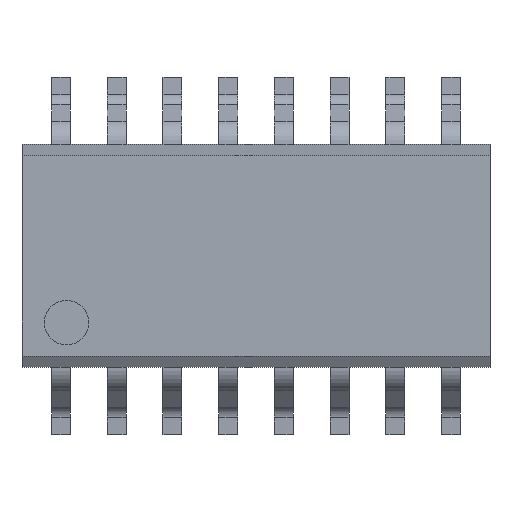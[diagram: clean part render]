
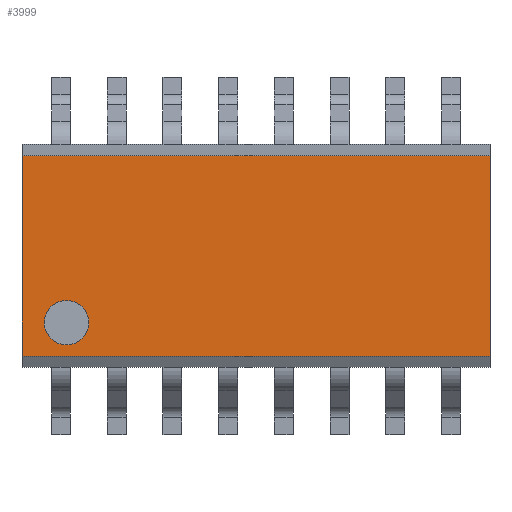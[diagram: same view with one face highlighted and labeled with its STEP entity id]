
A CAD part, top view. The second image highlights one B-rep face of the part: STEP entity #3999.
In plain terms, the highlighted planar face has unit normal (0, 0, 1).
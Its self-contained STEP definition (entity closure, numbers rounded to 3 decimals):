
#94=FACE_BOUND('',#1268,.T.);
#100=LINE('',#5826,#566);
#102=LINE('',#5830,#568);
#111=LINE('',#5847,#577);
#112=LINE('',#5849,#578);
#566=VECTOR('',#4632,10.);
#568=VECTOR('',#4636,10.);
#577=VECTOR('',#4651,10.);
#578=VECTOR('',#4654,10.);
#1034=FACE_OUTER_BOUND('',#1267,.T.);
#1267=EDGE_LOOP('',(#2642,#2643,#2644,#2645));
#1268=EDGE_LOOP('',(#2646));
#1494=CIRCLE('',#4256,0.2);
#1623=VERTEX_POINT('',#5811);
#1628=VERTEX_POINT('',#5823);
#1629=VERTEX_POINT('',#5825);
#1630=VERTEX_POINT('',#5829);
#1635=VERTEX_POINT('',#5845);
#2020=EDGE_CURVE('',#1623,#1623,#1494,.T.);
#2026=EDGE_CURVE('',#1628,#1629,#100,.T.);
#2028=EDGE_CURVE('',#1630,#1628,#102,.T.);
#2037=EDGE_CURVE('',#1630,#1635,#111,.T.);
#2038=EDGE_CURVE('',#1635,#1629,#112,.T.);
#2642=ORIENTED_EDGE('',*,*,#2037,.T.);
#2643=ORIENTED_EDGE('',*,*,#2038,.T.);
#2644=ORIENTED_EDGE('',*,*,#2026,.F.);
#2645=ORIENTED_EDGE('',*,*,#2028,.F.);
#2646=ORIENTED_EDGE('',*,*,#2020,.T.);
#3812=PLANE('',#4263);
#3999=ADVANCED_FACE('',(#1034,#94),#3812,.T.);
#4256=AXIS2_PLACEMENT_3D('',#5812,#4621,#4622);
#4263=AXIS2_PLACEMENT_3D('',#5848,#4652,#4653);
#4621=DIRECTION('center_axis',(0.,0.,-1.));
#4622=DIRECTION('ref_axis',(-1.,0.,0.));
#4632=DIRECTION('',(1.,0.,0.));
#4636=DIRECTION('',(0.,1.,0.));
#4651=DIRECTION('',(1.,0.,0.));
#4652=DIRECTION('center_axis',(0.,0.,1.));
#4653=DIRECTION('ref_axis',(0.,-1.,0.));
#4654=DIRECTION('',(0.,1.,0.));
#5811=CARTESIAN_POINT('',(-1.5,-0.6,1.1));
#5812=CARTESIAN_POINT('Origin',(-1.7,-0.6,1.1));
#5823=CARTESIAN_POINT('',(-2.1,0.9,1.1));
#5825=CARTESIAN_POINT('',(2.1,0.9,1.1));
#5826=CARTESIAN_POINT('',(0.,0.9,1.1));
#5829=CARTESIAN_POINT('',(-2.1,-0.9,1.1));
#5830=CARTESIAN_POINT('',(-2.1,-0.9,1.1));
#5845=CARTESIAN_POINT('',(2.1,-0.9,1.1));
#5847=CARTESIAN_POINT('',(0.,-0.9,1.1));
#5848=CARTESIAN_POINT('Origin',(0.,0.,1.1));
#5849=CARTESIAN_POINT('',(2.1,0.9,1.1));
